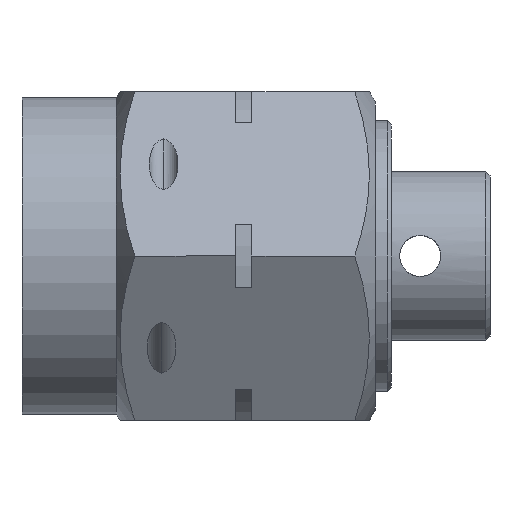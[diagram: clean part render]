
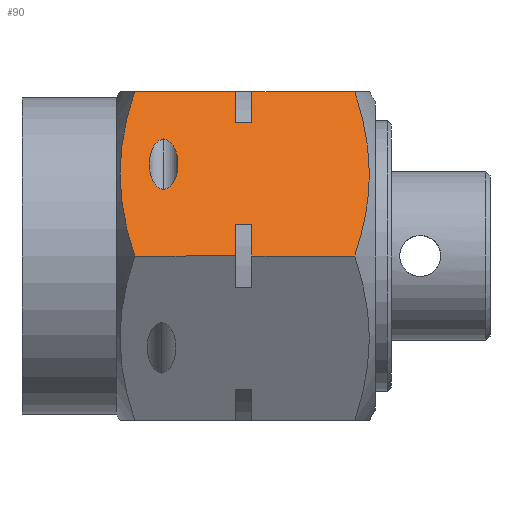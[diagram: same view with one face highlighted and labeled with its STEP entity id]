
A CAD part, front view. The second image highlights one B-rep face of the part: STEP entity #90.
In plain terms, the highlighted face is planar.
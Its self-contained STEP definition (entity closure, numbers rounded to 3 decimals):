
#5 = EDGE_CURVE ( 'NONE', #764, #2216, #1526, .T. ) ;
#22 = VERTEX_POINT ( 'NONE', #2565 ) ;
#26 = AXIS2_PLACEMENT_3D ( 'NONE', #3249, #2952, #3233 ) ;
#66 =( BOUNDED_CURVE ( )  B_SPLINE_CURVE ( 3, ( #1185, #2099, #3256, #3869 ),
 .UNSPECIFIED., .F., .F. ) 
 B_SPLINE_CURVE_WITH_KNOTS ( ( 4, 4 ),
 ( 3.142, 6.283 ),
 .UNSPECIFIED. ) 
 CURVE ( )  GEOMETRIC_REPRESENTATION_ITEM ( )  RATIONAL_B_SPLINE_CURVE ( ( 1., 0.333, 0.333, 1. ) ) 
 REPRESENTATION_ITEM ( '' )  );
#90 = ADVANCED_FACE ( 'NONE', ( #3237, #2829 ), #553, .T. ) ;
#119 = VERTEX_POINT ( 'NONE', #1115 ) ;
#151 = VERTEX_POINT ( 'NONE', #1811 ) ;
#209 = CARTESIAN_POINT ( 'NONE',  ( 0., -4.62, -2.745 ) ) ;
#256 = CARTESIAN_POINT ( 'NONE',  ( 4.001, -2.31, 1.4 ) ) ;
#291 = EDGE_CURVE ( 'NONE', #2413, #151, #1838, .T. ) ;
#384 = VECTOR ( 'NONE', #2736, 1000. ) ;
#387 = ORIENTED_EDGE ( 'NONE', *, *, #2757, .T. ) ;
#437 = CARTESIAN_POINT ( 'NONE',  ( 0., -4.62, -5.2 ) ) ;
#451 = CARTESIAN_POINT ( 'NONE',  ( 2.337, -3.271, -2.387 ) ) ;
#479 = CARTESIAN_POINT ( 'NONE',  ( 1.664, -3.659, -8.462 ) ) ;
#553 = PLANE ( 'NONE',  #26 ) ;
#617 = CARTESIAN_POINT ( 'NONE',  ( 2.841, -2.98, -3.45 ) ) ;
#691 = VERTEX_POINT ( 'NONE', #3223 ) ;
#709 = DIRECTION ( 'NONE',  ( 0., 0., -1. ) ) ;
#764 = VERTEX_POINT ( 'NONE', #2968 ) ;
#848 = ORIENTED_EDGE ( 'NONE', *, *, #3727, .F. ) ;
#983 = LINE ( 'NONE', #1606, #2967 ) ;
#991 = CARTESIAN_POINT ( 'NONE',  ( 4.001, -2.31, 1.4 ) ) ;
#1001 = CARTESIAN_POINT ( 'NONE',  ( 0.759, -4.182, 3.522 ) ) ;
#1049 = CARTESIAN_POINT ( 'NONE',  ( 3.674, -2.499, -2.636 ) ) ;
#1075 = CARTESIAN_POINT ( 'NONE',  ( 2.677, -3.075, -2.421 ) ) ;
#1115 = CARTESIAN_POINT ( 'NONE',  ( 3.242, -2.748, -5.2 ) ) ;
#1185 = CARTESIAN_POINT ( 'NONE',  ( 2.841, -2.98, -3.45 ) ) ;
#1202 = EDGE_CURVE ( 'NONE', #3477, #22, #1542, .T. ) ;
#1260 = CARTESIAN_POINT ( 'NONE',  ( 4.001, -2.31, -5.6 ) ) ;
#1287 = DIRECTION ( 'NONE',  ( 0.866, 0.5, 0. ) ) ;
#1315 = VECTOR ( 'NONE', #2822, 1000. ) ;
#1366 = EDGE_CURVE ( 'NONE', #1999, #3477, #3720, .T. ) ;
#1387 = VECTOR ( 'NONE', #1755, 1000. ) ;
#1394 = EDGE_CURVE ( 'NONE', #2585, #2216, #3432, .T. ) ;
#1493 = VECTOR ( 'NONE', #3357, 1000. ) ;
#1506 = ORIENTED_EDGE ( 'NONE', *, *, #1936, .T. ) ;
#1526 = B_SPLINE_CURVE_WITH_KNOTS ( 'NONE', 3,
 ( #2893, #3200, #3752, #479, #2003, #2263, #2288, #3490 ),
 .UNSPECIFIED., .F., .F.,
 ( 4, 2, 2, 4 ),
 ( 0., 0.002, 0.003, 0.005 ),
 .UNSPECIFIED. ) ;
#1529 = EDGE_CURVE ( 'NONE', #2791, #691, #1549, .T. ) ;
#1542 = LINE ( 'NONE', #1001, #1315 ) ;
#1549 = B_SPLINE_CURVE_WITH_KNOTS ( 'NONE', 3,
 ( #1950, #2862, #2247, #451, #1075, #2566, #1049, #3740 ),
 .UNSPECIFIED., .F., .F.,
 ( 4, 2, 2, 4 ),
 ( 0., 0.002, 0.003, 0.005 ),
 .UNSPECIFIED. ) ;
#1606 = CARTESIAN_POINT ( 'NONE',  ( 0., -4.62, 1.4 ) ) ;
#1607 = ORIENTED_EDGE ( 'NONE', *, *, #3164, .F. ) ;
#1742 = VERTEX_POINT ( 'NONE', #1792 ) ;
#1755 = DIRECTION ( 'NONE',  ( 0., 0., -1. ) ) ;
#1792 = CARTESIAN_POINT ( 'NONE',  ( 3.242, -2.748, -5.6 ) ) ;
#1811 = CARTESIAN_POINT ( 'NONE',  ( 2.841, -2.98, -3.45 ) ) ;
#1838 =( BOUNDED_CURVE ( )  B_SPLINE_CURVE ( 3, ( #2703, #3605, #2094, #617 ),
 .UNSPECIFIED., .F., .T. ) 
 B_SPLINE_CURVE_WITH_KNOTS ( ( 4, 4 ),
 ( 0., 3.142 ),
 .UNSPECIFIED. ) 
 CURVE ( )  GEOMETRIC_REPRESENTATION_ITEM ( )  RATIONAL_B_SPLINE_CURVE ( ( 1., 0.333, 0.333, 1. ) ) 
 REPRESENTATION_ITEM ( '' )  );
#1847 = CARTESIAN_POINT ( 'NONE',  ( 4.001, -2.31, -5.6 ) ) ;
#1889 = LINE ( 'NONE', #991, #3152 ) ;
#1908 = LINE ( 'NONE', #256, #1387 ) ;
#1914 = VERTEX_POINT ( 'NONE', #1847 ) ;
#1923 = DIRECTION ( 'NONE',  ( -0.866, -0.5, 0. ) ) ;
#1932 = ORIENTED_EDGE ( 'NONE', *, *, #1202, .T. ) ;
#1936 = EDGE_CURVE ( 'NONE', #1742, #119, #3664, .T. ) ;
#1950 = CARTESIAN_POINT ( 'NONE',  ( 0., -4.62, -2.745 ) ) ;
#1969 = LINE ( 'NONE', #1260, #1493 ) ;
#1998 = CARTESIAN_POINT ( 'NONE',  ( 0., -4.62, -8.105 ) ) ;
#1999 = VERTEX_POINT ( 'NONE', #437 ) ;
#2003 = CARTESIAN_POINT ( 'NONE',  ( 1.324, -3.855, -8.428 ) ) ;
#2012 = DIRECTION ( 'NONE',  ( 0.866, 0.5, 0. ) ) ;
#2039 = ORIENTED_EDGE ( 'NONE', *, *, #1394, .T. ) ;
#2094 = CARTESIAN_POINT ( 'NONE',  ( 2.841, -2.98, -2.75 ) ) ;
#2099 = CARTESIAN_POINT ( 'NONE',  ( 2.841, -2.98, -4.15 ) ) ;
#2104 = EDGE_CURVE ( 'NONE', #2791, #1999, #983, .T. ) ;
#2150 = VERTEX_POINT ( 'NONE', #3484 ) ;
#2176 = CARTESIAN_POINT ( 'NONE',  ( 0., -4.62, -5.6 ) ) ;
#2216 = VERTEX_POINT ( 'NONE', #1998 ) ;
#2247 = CARTESIAN_POINT ( 'NONE',  ( 1.316, -3.86, -2.388 ) ) ;
#2263 = CARTESIAN_POINT ( 'NONE',  ( 0.657, -4.241, -8.304 ) ) ;
#2287 = CARTESIAN_POINT ( 'NONE',  ( 0., -4.62, 1.4 ) ) ;
#2288 = CARTESIAN_POINT ( 'NONE',  ( 0.327, -4.431, -8.214 ) ) ;
#2413 = VERTEX_POINT ( 'NONE', #3578 ) ;
#2428 = CARTESIAN_POINT ( 'NONE',  ( 3.242, -2.748, 3.522 ) ) ;
#2562 = DIRECTION ( 'NONE',  ( 0., 0., -1. ) ) ;
#2565 = CARTESIAN_POINT ( 'NONE',  ( 0.759, -4.182, -5.6 ) ) ;
#2566 = CARTESIAN_POINT ( 'NONE',  ( 3.344, -2.689, -2.546 ) ) ;
#2585 = VERTEX_POINT ( 'NONE', #2176 ) ;
#2626 = VECTOR ( 'NONE', #1287, 1000. ) ;
#2640 = VECTOR ( 'NONE', #3502, 1000. ) ;
#2677 = ORIENTED_EDGE ( 'NONE', *, *, #1529, .F. ) ;
#2703 = CARTESIAN_POINT ( 'NONE',  ( 1.628, -3.68, -3.45 ) ) ;
#2736 = DIRECTION ( 'NONE',  ( 0., 0., 1. ) ) ;
#2757 = EDGE_CURVE ( 'NONE', #119, #2150, #3799, .T. ) ;
#2791 = VERTEX_POINT ( 'NONE', #209 ) ;
#2793 = CARTESIAN_POINT ( 'NONE',  ( 0.759, -4.182, -5.2 ) ) ;
#2795 = CARTESIAN_POINT ( 'NONE',  ( 4.001, -2.31, -5.2 ) ) ;
#2822 = DIRECTION ( 'NONE',  ( 0., 0., -1. ) ) ;
#2829 = FACE_OUTER_BOUND ( 'NONE', #3471, .T. ) ;
#2862 = CARTESIAN_POINT ( 'NONE',  ( 0.653, -4.243, -2.527 ) ) ;
#2893 = CARTESIAN_POINT ( 'NONE',  ( 4.001, -2.31, -8.105 ) ) ;
#2952 = DIRECTION ( 'NONE',  ( 0.5, -0.866, 0. ) ) ;
#2967 = VECTOR ( 'NONE', #2562, 1000. ) ;
#2968 = CARTESIAN_POINT ( 'NONE',  ( 4.001, -2.31, -8.105 ) ) ;
#2979 = EDGE_CURVE ( 'NONE', #151, #2413, #66, .T. ) ;
#3113 = EDGE_CURVE ( 'NONE', #1914, #1742, #1969, .T. ) ;
#3126 = ORIENTED_EDGE ( 'NONE', *, *, #2104, .T. ) ;
#3128 = CARTESIAN_POINT ( 'NONE',  ( 4.001, -2.31, -5.6 ) ) ;
#3152 = VECTOR ( 'NONE', #709, 1000. ) ;
#3164 = EDGE_CURVE ( 'NONE', #1914, #764, #1889, .T. ) ;
#3199 = CARTESIAN_POINT ( 'NONE',  ( 4.001, -2.31, -5.2 ) ) ;
#3200 = CARTESIAN_POINT ( 'NONE',  ( 3.348, -2.687, -8.322 ) ) ;
#3223 = CARTESIAN_POINT ( 'NONE',  ( 4.001, -2.31, -2.745 ) ) ;
#3233 = DIRECTION ( 'NONE',  ( -0.866, -0.5, 0. ) ) ;
#3237 = FACE_BOUND ( 'NONE', #3571, .T. ) ;
#3249 = CARTESIAN_POINT ( 'NONE',  ( 4.001, -2.31, 1.4 ) ) ;
#3256 = CARTESIAN_POINT ( 'NONE',  ( 1.628, -3.68, -4.15 ) ) ;
#3308 = LINE ( 'NONE', #3128, #3831 ) ;
#3357 = DIRECTION ( 'NONE',  ( -0.866, -0.5, 0. ) ) ;
#3365 = ORIENTED_EDGE ( 'NONE', *, *, #1366, .T. ) ;
#3432 = LINE ( 'NONE', #2287, #2640 ) ;
#3471 = EDGE_LOOP ( 'NONE', ( #1506, #387, #848, #2677, #3126, #3365, #1932, #3658, #2039, #3725, #1607, #3661 ) ) ;
#3477 = VERTEX_POINT ( 'NONE', #2793 ) ;
#3484 = CARTESIAN_POINT ( 'NONE',  ( 4.001, -2.31, -5.2 ) ) ;
#3490 = CARTESIAN_POINT ( 'NONE',  ( 0., -4.62, -8.105 ) ) ;
#3502 = DIRECTION ( 'NONE',  ( 0., 0., -1. ) ) ;
#3513 = ORIENTED_EDGE ( 'NONE', *, *, #2979, .T. ) ;
#3571 = EDGE_LOOP ( 'NONE', ( #3862, #3513 ) ) ;
#3578 = CARTESIAN_POINT ( 'NONE',  ( 1.628, -3.68, -3.45 ) ) ;
#3587 = EDGE_CURVE ( 'NONE', #22, #2585, #3308, .T. ) ;
#3605 = CARTESIAN_POINT ( 'NONE',  ( 1.628, -3.68, -2.75 ) ) ;
#3658 = ORIENTED_EDGE ( 'NONE', *, *, #3587, .T. ) ;
#3661 = ORIENTED_EDGE ( 'NONE', *, *, #3113, .T. ) ;
#3664 = LINE ( 'NONE', #2428, #384 ) ;
#3720 = LINE ( 'NONE', #3199, #3856 ) ;
#3725 = ORIENTED_EDGE ( 'NONE', *, *, #5, .F. ) ;
#3727 = EDGE_CURVE ( 'NONE', #691, #2150, #1908, .T. ) ;
#3740 = CARTESIAN_POINT ( 'NONE',  ( 4.001, -2.31, -2.745 ) ) ;
#3752 = CARTESIAN_POINT ( 'NONE',  ( 2.685, -3.07, -8.461 ) ) ;
#3799 = LINE ( 'NONE', #2795, #2626 ) ;
#3831 = VECTOR ( 'NONE', #1923, 1000. ) ;
#3856 = VECTOR ( 'NONE', #2012, 1000. ) ;
#3862 = ORIENTED_EDGE ( 'NONE', *, *, #291, .T. ) ;
#3869 = CARTESIAN_POINT ( 'NONE',  ( 1.628, -3.68, -3.45 ) ) ;
